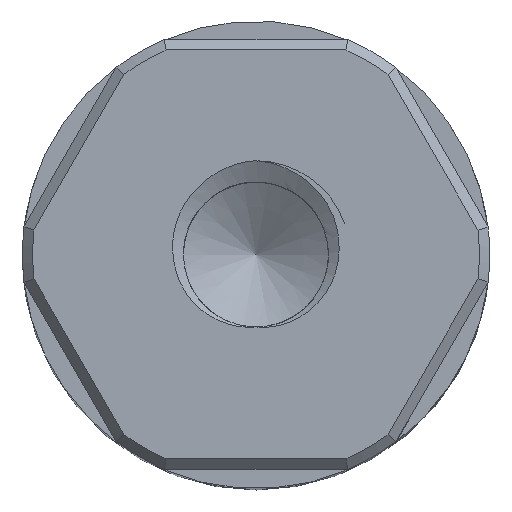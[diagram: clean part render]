
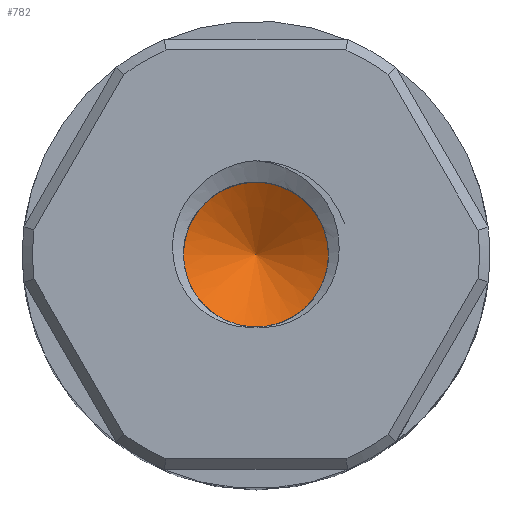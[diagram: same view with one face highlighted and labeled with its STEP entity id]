
A CAD part, top view. The second image highlights one B-rep face of the part: STEP entity #782.
In plain terms, the highlighted conical face has half-angle 59 degrees and reference radius 1.34 mm.
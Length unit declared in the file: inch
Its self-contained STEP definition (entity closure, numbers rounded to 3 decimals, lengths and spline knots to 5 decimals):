
#32=CONICAL_SURFACE('',#875,0.05275,1.03);
#97=FACE_OUTER_BOUND('',#148,.T.);
#148=EDGE_LOOP('',(#697,#698,#699,#700));
#155=CIRCLE('',#817,0.1055);
#179=CIRCLE('',#874,0.1055);
#267=LINE('',#3644,#313);
#313=VECTOR('',#1060,0.05275);
#328=VERTEX_POINT('',#2601);
#330=VERTEX_POINT('',#2614);
#382=VERTEX_POINT('',#3643);
#407=EDGE_CURVE('',#328,#330,#155,.T.);
#492=EDGE_CURVE('',#330,#328,#179,.T.);
#493=EDGE_CURVE('',#328,#382,#267,.T.);
#697=ORIENTED_EDGE('',*,*,#492,.T.);
#698=ORIENTED_EDGE('',*,*,#493,.T.);
#699=ORIENTED_EDGE('',*,*,#493,.F.);
#700=ORIENTED_EDGE('',*,*,#407,.T.);
#782=ADVANCED_FACE('',(#97),#32,.F.);
#817=AXIS2_PLACEMENT_3D('',#2616,#905,#906);
#874=AXIS2_PLACEMENT_3D('',#3641,#1056,#1057);
#875=AXIS2_PLACEMENT_3D('',#3642,#1058,#1059);
#905=DIRECTION('center_axis',(0.,0.,1.));
#906=DIRECTION('ref_axis',(1.,0.,0.));
#1056=DIRECTION('center_axis',(0.,0.,1.));
#1057=DIRECTION('ref_axis',(1.,0.,0.));
#1058=DIRECTION('center_axis',(0.,0.,1.));
#1059=DIRECTION('ref_axis',(1.,0.,0.));
#1060=DIRECTION('',(0.857,0.,-0.515));
#2601=CARTESIAN_POINT('',(-0.1055,0.,1.325));
#2614=CARTESIAN_POINT('',(0.,-0.1055,1.325));
#2616=CARTESIAN_POINT('Origin',(0.,0.,1.325));
#3641=CARTESIAN_POINT('Origin',(0.,0.,1.325));
#3642=CARTESIAN_POINT('Origin',(0.,0.,1.2933));
#3643=CARTESIAN_POINT('',(0.,0.,1.26161));
#3644=CARTESIAN_POINT('',(-0.05275,0.,1.2933));
